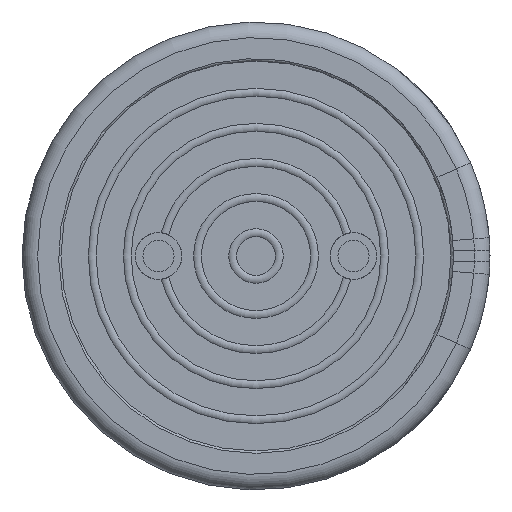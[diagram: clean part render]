
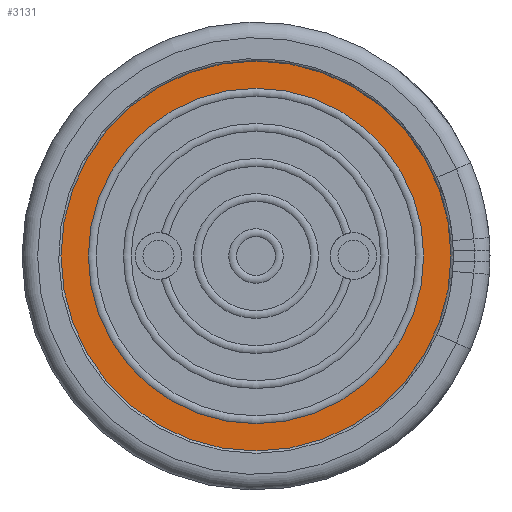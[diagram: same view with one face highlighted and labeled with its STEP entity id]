
A CAD part, front view. The second image highlights one B-rep face of the part: STEP entity #3131.
In plain terms, the highlighted planar face has unit normal (0, -1, 0).
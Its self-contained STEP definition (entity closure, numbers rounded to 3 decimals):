
#66=FACE_BOUND('',#478,.T.);
#220=PLANE('',#3490);
#336=FACE_OUTER_BOUND('',#477,.T.);
#477=EDGE_LOOP('',(#2814,#2815));
#478=EDGE_LOOP('',(#2816,#2817));
#938=CIRCLE('',#3417,2.5);
#939=CIRCLE('',#3418,2.5);
#967=CIRCLE('',#3453,2.15);
#968=CIRCLE('',#3454,2.15);
#1342=VERTEX_POINT('',#5897);
#1343=VERTEX_POINT('',#5899);
#1366=VERTEX_POINT('',#5965);
#1367=VERTEX_POINT('',#5966);
#1805=EDGE_CURVE('',#1342,#1343,#938,.T.);
#1806=EDGE_CURVE('',#1343,#1342,#939,.T.);
#1841=EDGE_CURVE('',#1366,#1367,#967,.T.);
#1842=EDGE_CURVE('',#1367,#1366,#968,.T.);
#2814=ORIENTED_EDGE('',*,*,#1806,.F.);
#2815=ORIENTED_EDGE('',*,*,#1805,.F.);
#2816=ORIENTED_EDGE('',*,*,#1841,.T.);
#2817=ORIENTED_EDGE('',*,*,#1842,.T.);
#3131=ADVANCED_FACE('',(#336,#66),#220,.T.);
#3417=AXIS2_PLACEMENT_3D('',#5900,#4138,#4139);
#3418=AXIS2_PLACEMENT_3D('',#5901,#4140,#4141);
#3453=AXIS2_PLACEMENT_3D('',#5967,#4217,#4218);
#3454=AXIS2_PLACEMENT_3D('',#5968,#4219,#4220);
#3490=AXIS2_PLACEMENT_3D('',#6032,#4297,#4298);
#4138=DIRECTION('center_axis',(0.,1.,0.));
#4139=DIRECTION('ref_axis',(1.,0.,0.));
#4140=DIRECTION('center_axis',(0.,1.,0.));
#4141=DIRECTION('ref_axis',(1.,0.,0.));
#4217=DIRECTION('center_axis',(0.,1.,0.));
#4218=DIRECTION('ref_axis',(-1.,0.,0.));
#4219=DIRECTION('center_axis',(0.,1.,0.));
#4220=DIRECTION('ref_axis',(-1.,0.,0.));
#4297=DIRECTION('center_axis',(0.,-1.,0.));
#4298=DIRECTION('ref_axis',(0.,0.,-1.));
#5897=CARTESIAN_POINT('',(-2.5,0.1,0.));
#5899=CARTESIAN_POINT('',(2.5,0.1,0.));
#5900=CARTESIAN_POINT('Origin',(0.,0.1,0.));
#5901=CARTESIAN_POINT('Origin',(0.,0.1,0.));
#5965=CARTESIAN_POINT('',(-2.15,0.1,0.));
#5966=CARTESIAN_POINT('',(2.15,0.1,0.));
#5967=CARTESIAN_POINT('Origin',(0.,0.1,0.));
#5968=CARTESIAN_POINT('Origin',(0.,0.1,0.));
#6032=CARTESIAN_POINT('Origin',(0.,0.1,0.));
